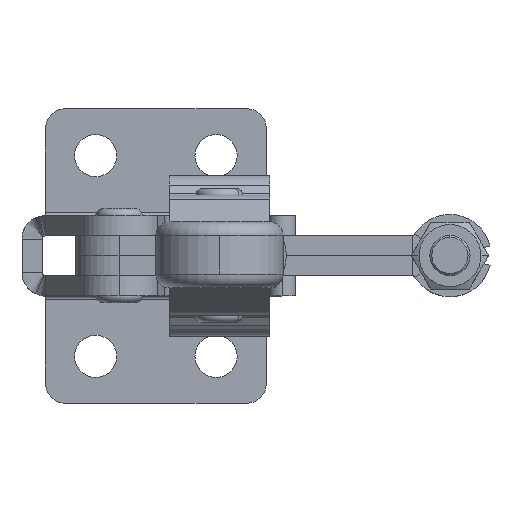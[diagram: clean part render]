
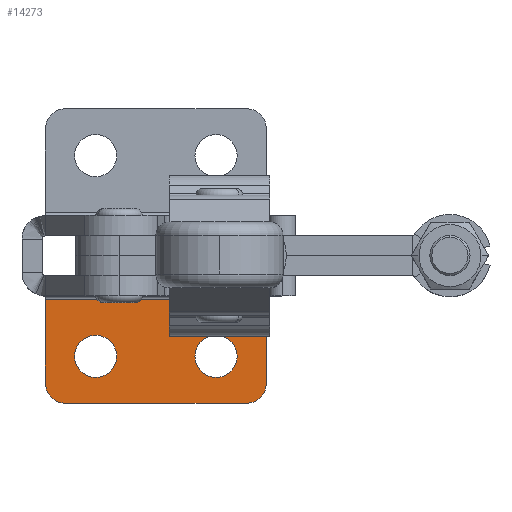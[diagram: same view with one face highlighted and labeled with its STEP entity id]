
A CAD part, top view. The second image highlights one B-rep face of the part: STEP entity #14273.
In plain terms, the highlighted planar face has unit normal (0, 0, 1).
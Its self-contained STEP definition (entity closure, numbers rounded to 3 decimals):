
#3293 = CIRCLE ( 'NONE', #4782, 3.15 ) ;
#3299 = CIRCLE ( 'NONE', #4784, 3.15 ) ;
#4575 = AXIS2_PLACEMENT_3D ( 'NONE', #5622, #5618, #5630 ) ;
#4782 = AXIS2_PLACEMENT_3D ( 'NONE', #8971, #8972, #8973 ) ;
#4784 = AXIS2_PLACEMENT_3D ( 'NONE', #8981, #8982, #8983 ) ;
#4851 = AXIS2_PLACEMENT_3D ( 'NONE', #9924, #9925, #9926 ) ;
#5618 = DIRECTION ( 'NONE',  ( 0., 0., 1. ) ) ;
#5622 = CARTESIAN_POINT ( 'NONE',  ( 33.5, -19., 0. ) ) ;
#5626 = PLANE ( 'NONE',  #4575 ) ;
#5630 = DIRECTION ( 'NONE',  ( 0., 1., 0. ) ) ;
#8971 = CARTESIAN_POINT ( 'NONE',  ( 11., -15., 0. ) ) ;
#8972 = DIRECTION ( 'NONE',  ( 0., 0., 1. ) ) ;
#8973 = DIRECTION ( 'NONE',  ( 0., -1., 0. ) ) ;
#8981 = CARTESIAN_POINT ( 'NONE',  ( 29., -15., 0. ) ) ;
#8982 = DIRECTION ( 'NONE',  ( 0., 0., 1. ) ) ;
#8983 = DIRECTION ( 'NONE',  ( 0., -1., 0. ) ) ;
#9294 = CARTESIAN_POINT ( 'NONE',  ( 11., -11.85, 0. ) ) ;
#9295 = CARTESIAN_POINT ( 'NONE',  ( 11., -18.15, 0. ) ) ;
#9298 = CARTESIAN_POINT ( 'NONE',  ( 29., -11.85, 0. ) ) ;
#9299 = CARTESIAN_POINT ( 'NONE',  ( 29., -18.15, 0. ) ) ;
#9386 = CARTESIAN_POINT ( 'NONE',  ( 6.5, -22., 0. ) ) ;
#9397 = CARTESIAN_POINT ( 'NONE',  ( 3.5, -6.5, 0. ) ) ;
#9400 = CARTESIAN_POINT ( 'NONE',  ( 36.5, -19., 0. ) ) ;
#9401 = CARTESIAN_POINT ( 'NONE',  ( 36.5, -6.5, 0. ) ) ;
#9403 = CARTESIAN_POINT ( 'NONE',  ( 3.5, -19., 0. ) ) ;
#9406 = CARTESIAN_POINT ( 'NONE',  ( 33.5, -22., 0. ) ) ;
#9893 = CARTESIAN_POINT ( 'NONE',  ( 36.5, -6., 0. ) ) ;
#9894 = CARTESIAN_POINT ( 'NONE',  ( 3.5, -6.5, 0. ) ) ;
#9899 = DIRECTION ( 'NONE',  ( 1., 0., 0. ) ) ;
#9901 = CARTESIAN_POINT ( 'NONE',  ( 3.5, -19., 0. ) ) ;
#9903 = DIRECTION ( 'NONE',  ( 0., 1., 0. ) ) ;
#9905 = DIRECTION ( 'NONE',  ( 0., -1., 0. ) ) ;
#9924 = CARTESIAN_POINT ( 'NONE',  ( 29., -15., 0. ) ) ;
#9925 = DIRECTION ( 'NONE',  ( 0., 0., 1. ) ) ;
#9926 = DIRECTION ( 'NONE',  ( 0., -1., 0. ) ) ;
#9927 = CARTESIAN_POINT ( 'NONE',  ( 33.5, -22., 0. ) ) ;
#9928 = DIRECTION ( 'NONE',  ( 1., 0., 0. ) ) ;
#9929 = CARTESIAN_POINT ( 'NONE',  ( 11., -15., 0. ) ) ;
#9930 = DIRECTION ( 'NONE',  ( 0., 0., 1. ) ) ;
#9931 = DIRECTION ( 'NONE',  ( 0., -1., 0. ) ) ;
#9934 = CARTESIAN_POINT ( 'NONE',  ( 6.5, -19., 0. ) ) ;
#9935 = DIRECTION ( 'NONE',  ( 0., 0., 1. ) ) ;
#9936 = DIRECTION ( 'NONE',  ( 0., 1., 0. ) ) ;
#9937 = CARTESIAN_POINT ( 'NONE',  ( 33.5, -19., 0. ) ) ;
#9938 = DIRECTION ( 'NONE',  ( 0., 0., 1. ) ) ;
#9939 = DIRECTION ( 'NONE',  ( 0., 1., 0. ) ) ;
#10180 = LINE ( 'NONE', #9894, #10186 ) ;
#10183 = LINE ( 'NONE', #9893, #10190 ) ;
#10186 = VECTOR ( 'NONE', #9899, 1000. ) ;
#10189 = LINE ( 'NONE', #9901, #10194 ) ;
#10190 = VECTOR ( 'NONE', #9903, 1000. ) ;
#10194 = VECTOR ( 'NONE', #9905, 1000. ) ;
#10202 = CIRCLE ( 'NONE', #4851, 3.15 ) ;
#10205 = CIRCLE ( 'NONE', #11008, 3.15 ) ;
#10206 = CIRCLE ( 'NONE', #11009, 3. ) ;
#10207 = LINE ( 'NONE', #9927, #10209 ) ;
#10208 = CIRCLE ( 'NONE', #11010, 3. ) ;
#10209 = VECTOR ( 'NONE', #9928, 1000. ) ;
#11008 = AXIS2_PLACEMENT_3D ( 'NONE', #9929, #9930, #9931 ) ;
#11009 = AXIS2_PLACEMENT_3D ( 'NONE', #9934, #9935, #9936 ) ;
#11010 = AXIS2_PLACEMENT_3D ( 'NONE', #9937, #9938, #9939 ) ;
#14273 = ADVANCED_FACE ( 'NONE', ( #22670, #22674, #22667 ), #5626, .T. ) ;
#17397 = EDGE_CURVE ( 'NONE', #18232, #18233, #3293, .T. ) ;
#17401 = EDGE_CURVE ( 'NONE', #18236, #18237, #3299, .T. ) ;
#18232 = VERTEX_POINT ( 'NONE', #9294 ) ;
#18233 = VERTEX_POINT ( 'NONE', #9295 ) ;
#18236 = VERTEX_POINT ( 'NONE', #9298 ) ;
#18237 = VERTEX_POINT ( 'NONE', #9299 ) ;
#18323 = VERTEX_POINT ( 'NONE', #9386 ) ;
#18334 = VERTEX_POINT ( 'NONE', #9397 ) ;
#18337 = VERTEX_POINT ( 'NONE', #9400 ) ;
#18338 = VERTEX_POINT ( 'NONE', #9401 ) ;
#18340 = VERTEX_POINT ( 'NONE', #9403 ) ;
#18910 = ORIENTED_EDGE ( 'NONE', *, *, #19923, .F. ) ;
#18911 = ORIENTED_EDGE ( 'NONE', *, *, #17401, .F. ) ;
#18912 = ORIENTED_EDGE ( 'NONE', *, *, #19924, .F. ) ;
#18913 = ORIENTED_EDGE ( 'NONE', *, *, #17397, .F. ) ;
#18914 = ORIENTED_EDGE ( 'NONE', *, *, #19913, .T. ) ;
#18915 = ORIENTED_EDGE ( 'NONE', *, *, #19911, .F. ) ;
#18916 = ORIENTED_EDGE ( 'NONE', *, *, #19915, .T. ) ;
#18917 = ORIENTED_EDGE ( 'NONE', *, *, #19925, .T. ) ;
#18918 = ORIENTED_EDGE ( 'NONE', *, *, #19926, .T. ) ;
#18919 = ORIENTED_EDGE ( 'NONE', *, *, #19927, .T. ) ;
#19316 = EDGE_LOOP ( 'NONE', ( #18910, #18911 ) ) ;
#19334 = EDGE_LOOP ( 'NONE', ( #18912, #18913 ) ) ;
#19335 = EDGE_LOOP ( 'NONE', ( #18914, #18915, #18916, #18917, #18918, #18919 ) ) ;
#19340 = VERTEX_POINT ( 'NONE', #9406 ) ;
#19911 = EDGE_CURVE ( 'NONE', #18334, #18338, #10180, .T. ) ;
#19913 = EDGE_CURVE ( 'NONE', #18337, #18338, #10183, .T. ) ;
#19915 = EDGE_CURVE ( 'NONE', #18334, #18340, #10189, .T. ) ;
#19923 = EDGE_CURVE ( 'NONE', #18237, #18236, #10202, .T. ) ;
#19924 = EDGE_CURVE ( 'NONE', #18233, #18232, #10205, .T. ) ;
#19925 = EDGE_CURVE ( 'NONE', #18340, #18323, #10206, .T. ) ;
#19926 = EDGE_CURVE ( 'NONE', #18323, #19340, #10207, .T. ) ;
#19927 = EDGE_CURVE ( 'NONE', #19340, #18337, #10208, .T. ) ;
#22667 = FACE_OUTER_BOUND ( 'NONE', #19335, .T. ) ;
#22670 = FACE_BOUND ( 'NONE', #19316, .T. ) ;
#22674 = FACE_BOUND ( 'NONE', #19334, .T. ) ;
